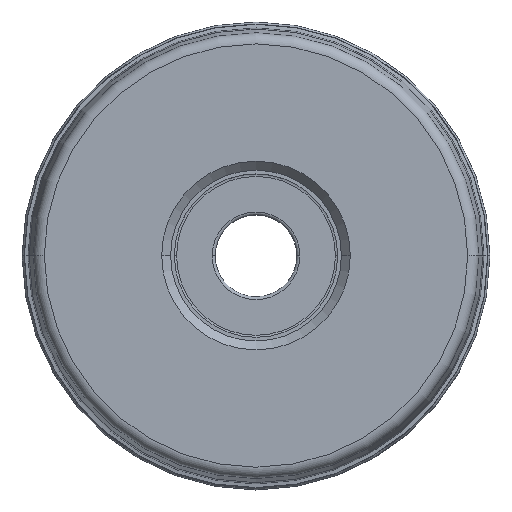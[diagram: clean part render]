
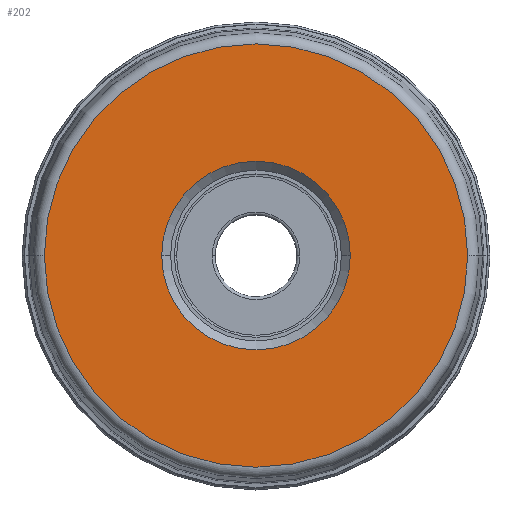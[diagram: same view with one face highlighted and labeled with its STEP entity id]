
A CAD part, top view. The second image highlights one B-rep face of the part: STEP entity #202.
In plain terms, the highlighted planar face has unit normal (0, 0, 1).
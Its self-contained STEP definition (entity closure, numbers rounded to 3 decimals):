
#28=PLANE('',#1936);
#34=FACE_BOUND('',#406,.T.);
#35=FACE_BOUND('',#407,.T.);
#202=ADVANCED_FACE('',(#34,#35),#28,.F.);
#406=EDGE_LOOP('',(#699,#700,#701,#702));
#407=EDGE_LOOP('',(#703,#704,#705,#706));
#699=ORIENTED_EDGE('',*,*,#1210,.T.);
#700=ORIENTED_EDGE('',*,*,#1209,.F.);
#701=ORIENTED_EDGE('',*,*,#1211,.T.);
#702=ORIENTED_EDGE('',*,*,#1212,.F.);
#703=ORIENTED_EDGE('',*,*,#1213,.F.);
#704=ORIENTED_EDGE('',*,*,#1214,.F.);
#705=ORIENTED_EDGE('',*,*,#1215,.F.);
#706=ORIENTED_EDGE('',*,*,#1216,.F.);
#1003=VERTEX_POINT('',#3867);
#1004=VERTEX_POINT('',#3869);
#1005=VERTEX_POINT('',#3871);
#1006=VERTEX_POINT('',#3875);
#1007=VERTEX_POINT('',#3878);
#1008=VERTEX_POINT('',#3879);
#1009=VERTEX_POINT('',#3881);
#1010=VERTEX_POINT('',#3883);
#1209=EDGE_CURVE('',#1004,#1005,#1474,.T.);
#1210=EDGE_CURVE('',#1003,#1005,#1475,.T.);
#1211=EDGE_CURVE('',#1004,#1006,#1476,.T.);
#1212=EDGE_CURVE('',#1003,#1006,#1477,.T.);
#1213=EDGE_CURVE('',#1007,#1008,#1478,.T.);
#1214=EDGE_CURVE('',#1009,#1007,#1479,.T.);
#1215=EDGE_CURVE('',#1010,#1009,#1480,.T.);
#1216=EDGE_CURVE('',#1008,#1010,#1481,.T.);
#1474=CIRCLE('',#1927,28.5);
#1475=CIRCLE('',#1928,28.5);
#1476=CIRCLE('',#1930,28.5);
#1477=CIRCLE('',#1931,28.5);
#1478=CIRCLE('',#1932,12.7);
#1479=CIRCLE('',#1933,12.7);
#1480=CIRCLE('',#1934,12.7);
#1481=CIRCLE('',#1935,12.7);
#1927=AXIS2_PLACEMENT_3D('',#3870,#2365,#2366);
#1928=AXIS2_PLACEMENT_3D('',#3872,#2367,#2368);
#1930=AXIS2_PLACEMENT_3D('',#3874,#2371,#2372);
#1931=AXIS2_PLACEMENT_3D('',#3876,#2373,#2374);
#1932=AXIS2_PLACEMENT_3D('',#3877,#2375,#2376);
#1933=AXIS2_PLACEMENT_3D('',#3880,#2377,#2378);
#1934=AXIS2_PLACEMENT_3D('',#3882,#2379,#2380);
#1935=AXIS2_PLACEMENT_3D('',#3884,#2381,#2382);
#1936=AXIS2_PLACEMENT_3D('',#3885,#2383,#2384);
#2365=DIRECTION('',(0.,0.,-1.));
#2366=DIRECTION('',(-1.,0.001,0.));
#2367=DIRECTION('',(0.,0.,1.));
#2368=DIRECTION('',(-1.,0.001,0.));
#2371=DIRECTION('',(0.,0.,1.));
#2372=DIRECTION('',(1.,-0.001,0.));
#2373=DIRECTION('',(0.,0.,-1.));
#2374=DIRECTION('',(1.,-0.001,0.));
#2375=DIRECTION('',(0.,0.,1.));
#2376=DIRECTION('',(0.,-1.,0.));
#2377=DIRECTION('',(0.,0.,1.));
#2378=DIRECTION('',(-1.,0.,0.));
#2379=DIRECTION('',(0.,0.,1.));
#2380=DIRECTION('',(0.,1.,0.));
#2381=DIRECTION('',(0.,0.,1.));
#2382=DIRECTION('',(1.,0.,0.));
#2383=DIRECTION('',(0.,0.,-1.));
#2384=DIRECTION('',(-1.,0.,0.));
#3867=CARTESIAN_POINT('',(28.5,0.,0.));
#3869=CARTESIAN_POINT('',(-28.5,0.,0.));
#3870=CARTESIAN_POINT('',(0.,0.,0.));
#3871=CARTESIAN_POINT('',(-28.5,0.021,0.));
#3872=CARTESIAN_POINT('',(0.,0.,0.));
#3874=CARTESIAN_POINT('',(0.,0.,0.));
#3875=CARTESIAN_POINT('',(28.5,-0.021,0.));
#3876=CARTESIAN_POINT('',(0.,0.,0.));
#3877=CARTESIAN_POINT('',(0.,0.,0.));
#3878=CARTESIAN_POINT('',(0.,-12.7,0.));
#3879=CARTESIAN_POINT('',(12.7,0.,0.));
#3880=CARTESIAN_POINT('',(0.,0.,0.));
#3881=CARTESIAN_POINT('',(-12.7,0.,0.));
#3882=CARTESIAN_POINT('',(0.,0.,0.));
#3883=CARTESIAN_POINT('',(0.,12.7,0.));
#3884=CARTESIAN_POINT('',(0.,0.,0.));
#3885=CARTESIAN_POINT('',(0.,0.,0.));
